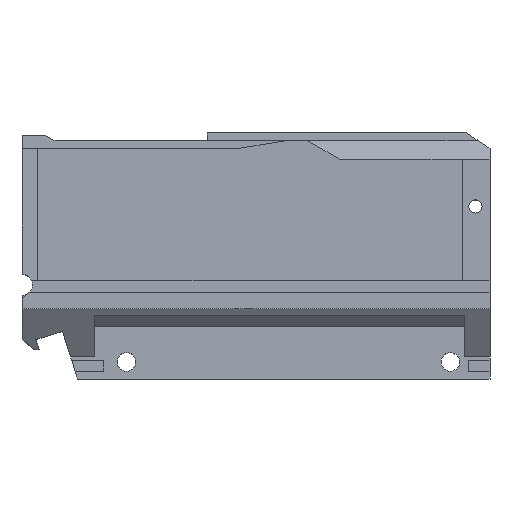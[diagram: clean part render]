
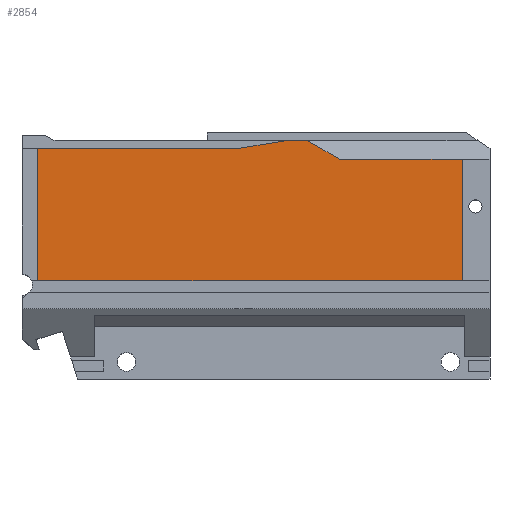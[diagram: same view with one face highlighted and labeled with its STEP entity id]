
A CAD part, top view. The second image highlights one B-rep face of the part: STEP entity #2854.
In plain terms, the highlighted planar face has unit normal (0, 0, 1).
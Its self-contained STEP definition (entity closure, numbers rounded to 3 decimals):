
#76=PLANE('',#3064);
#208=FACE_OUTER_BOUND('',#365,.T.);
#365=EDGE_LOOP('',(#2194,#2195,#2196,#2197,#2198,#2199,#2200,#2201));
#601=LINE('',#4456,#935);
#607=LINE('',#4467,#941);
#612=LINE('',#4486,#946);
#614=LINE('',#4490,#948);
#617=LINE('',#4496,#951);
#618=LINE('',#4498,#952);
#619=LINE('',#4499,#953);
#620=LINE('',#4500,#954);
#935=VECTOR('',#3492,10.);
#941=VECTOR('',#3502,10.);
#946=VECTOR('',#3521,10.);
#948=VECTOR('',#3525,10.);
#951=VECTOR('',#3530,10.);
#952=VECTOR('',#3531,10.);
#953=VECTOR('',#3532,10.);
#954=VECTOR('',#3533,10.);
#1364=VERTEX_POINT('',#4453);
#1365=VERTEX_POINT('',#4455);
#1368=VERTEX_POINT('',#4465);
#1374=VERTEX_POINT('',#4483);
#1375=VERTEX_POINT('',#4485);
#1376=VERTEX_POINT('',#4489);
#1378=VERTEX_POINT('',#4495);
#1379=VERTEX_POINT('',#4497);
#1681=EDGE_CURVE('',#1364,#1365,#601,.T.);
#1687=EDGE_CURVE('',#1368,#1364,#607,.T.);
#1695=EDGE_CURVE('',#1374,#1375,#612,.T.);
#1697=EDGE_CURVE('',#1365,#1376,#614,.T.);
#1700=EDGE_CURVE('',#1378,#1368,#617,.T.);
#1701=EDGE_CURVE('',#1379,#1378,#618,.T.);
#1702=EDGE_CURVE('',#1375,#1379,#619,.T.);
#1703=EDGE_CURVE('',#1376,#1374,#620,.T.);
#2194=ORIENTED_EDGE('',*,*,#1681,.F.);
#2195=ORIENTED_EDGE('',*,*,#1687,.F.);
#2196=ORIENTED_EDGE('',*,*,#1700,.F.);
#2197=ORIENTED_EDGE('',*,*,#1701,.F.);
#2198=ORIENTED_EDGE('',*,*,#1702,.F.);
#2199=ORIENTED_EDGE('',*,*,#1695,.F.);
#2200=ORIENTED_EDGE('',*,*,#1703,.F.);
#2201=ORIENTED_EDGE('',*,*,#1697,.F.);
#2854=ADVANCED_FACE('',(#208),#76,.F.);
#3064=AXIS2_PLACEMENT_3D('',#4494,#3528,#3529);
#3492=DIRECTION('',(1.,0.,0.));
#3502=DIRECTION('',(0.864,-0.504,0.));
#3521=DIRECTION('',(0.,1.,0.));
#3525=DIRECTION('',(0.,-1.,0.));
#3528=DIRECTION('center_axis',(0.,0.,-1.));
#3529=DIRECTION('ref_axis',(-1.,0.,0.));
#3530=DIRECTION('',(1.,0.,0.));
#3531=DIRECTION('',(0.987,0.161,0.));
#3532=DIRECTION('',(1.,0.,0.));
#3533=DIRECTION('',(-1.,0.,0.));
#4453=CARTESIAN_POINT('',(60.,23.,-0.5));
#4455=CARTESIAN_POINT('',(83.25,23.,-0.5));
#4456=CARTESIAN_POINT('',(51.563,23.,-0.5));
#4465=CARTESIAN_POINT('',(54.,26.5,-0.5));
#4467=CARTESIAN_POINT('',(52.807,27.196,-0.5));
#4483=CARTESIAN_POINT('',(3.,0.,-0.5));
#4485=CARTESIAN_POINT('',(3.,25.,-0.5));
#4486=CARTESIAN_POINT('',(3.,0.,-0.5));
#4489=CARTESIAN_POINT('',(83.25,0.,-0.5));
#4490=CARTESIAN_POINT('',(83.25,25.,-0.5));
#4494=CARTESIAN_POINT('Origin',(43.125,13.341,-0.5));
#4495=CARTESIAN_POINT('',(50.,26.5,-0.5));
#4496=CARTESIAN_POINT('',(46.563,26.5,-0.5));
#4497=CARTESIAN_POINT('',(40.793,25.,-0.5));
#4498=CARTESIAN_POINT('',(41.004,25.034,-0.5));
#4499=CARTESIAN_POINT('',(21.563,25.,-0.5));
#4500=CARTESIAN_POINT('',(65.813,0.,-0.5));
